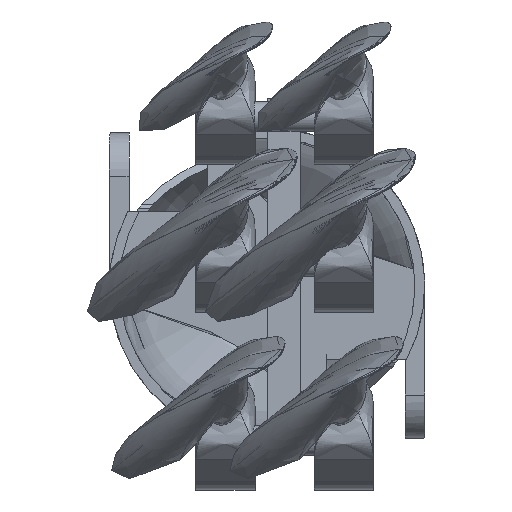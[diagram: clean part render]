
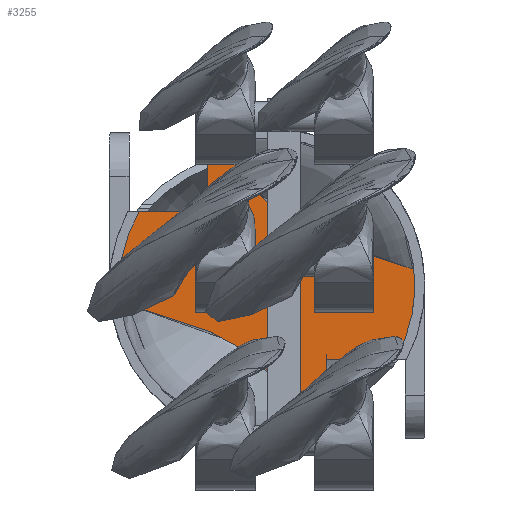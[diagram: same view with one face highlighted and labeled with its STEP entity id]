
A CAD part, front view. The second image highlights one B-rep face of the part: STEP entity #3255.
In plain terms, the highlighted planar face has unit normal (0, -1, 0).
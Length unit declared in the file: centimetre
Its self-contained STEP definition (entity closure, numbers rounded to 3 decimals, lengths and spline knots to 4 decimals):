
#190=PLANE('',#3453);
#225=CIRCLE('',#3320,0.15);
#263=CIRCLE('',#3450,0.1735);
#265=CIRCLE('',#3454,1.5);
#266=CIRCLE('',#3455,1.5);
#267=CIRCLE('',#3456,1.5);
#268=CIRCLE('',#3457,1.5);
#300=VECTOR('',#3529,1.);
#310=VECTOR('',#3540,1.);
#319=VECTOR('',#3559,1.);
#329=VECTOR('',#3570,1.);
#436=LINE('',#4398,#300);
#446=LINE('',#4418,#310);
#455=LINE('',#4504,#319);
#465=LINE('',#4524,#329);
#607=VERTEX_POINT('',#4397);
#608=VERTEX_POINT('',#4399);
#616=VERTEX_POINT('',#4417);
#631=VERTEX_POINT('',#4503);
#632=VERTEX_POINT('',#4505);
#640=VERTEX_POINT('',#4523);
#642=VERTEX_POINT('',#4529);
#855=VERTEX_POINT('',#24989);
#859=VERTEX_POINT('',#25065);
#860=VERTEX_POINT('',#25072);
#861=VERTEX_POINT('',#25075);
#862=VERTEX_POINT('',#25082);
#1072=B_SPLINE_CURVE_WITH_KNOTS('',3,(#25066,#25067,#25068,#25069,#25070,
#25071),.UNSPECIFIED.,.F.,.U.,(4,1,1,4),(0.,0.3915,0.7248,
1.),.UNSPECIFIED.);
#1073=B_SPLINE_CURVE_WITH_KNOTS('',3,(#25076,#25077,#25078,#25079,#25080,
#25081),.UNSPECIFIED.,.F.,.U.,(4,1,1,4),(0.,0.3915,0.7248,
1.),.UNSPECIFIED.);
#1160=EDGE_CURVE('',#607,#608,#436,.T.);
#1172=EDGE_CURVE('',#616,#607,#446,.T.);
#1191=EDGE_CURVE('',#631,#632,#455,.T.);
#1203=EDGE_CURVE('',#640,#631,#465,.T.);
#1205=EDGE_CURVE('',#642,#642,#225,.T.);
#1520=EDGE_CURVE('',#855,#855,#263,.T.);
#1524=EDGE_CURVE('',#640,#859,#265,.T.);
#1525=EDGE_CURVE('',#859,#860,#1072,.T.);
#1526=EDGE_CURVE('',#860,#608,#266,.T.);
#1527=EDGE_CURVE('',#616,#861,#267,.T.);
#1528=EDGE_CURVE('',#861,#862,#1073,.T.);
#1529=EDGE_CURVE('',#862,#632,#268,.T.);
#2364=ORIENTED_EDGE('',*,*,#1205,.T.);
#2365=ORIENTED_EDGE('',*,*,#1524,.T.);
#2366=ORIENTED_EDGE('',*,*,#1525,.T.);
#2367=ORIENTED_EDGE('',*,*,#1526,.T.);
#2368=ORIENTED_EDGE('',*,*,#1160,.F.);
#2369=ORIENTED_EDGE('',*,*,#1172,.F.);
#2370=ORIENTED_EDGE('',*,*,#1527,.T.);
#2371=ORIENTED_EDGE('',*,*,#1528,.T.);
#2372=ORIENTED_EDGE('',*,*,#1529,.T.);
#2373=ORIENTED_EDGE('',*,*,#1191,.F.);
#2374=ORIENTED_EDGE('',*,*,#1203,.F.);
#2375=ORIENTED_EDGE('',*,*,#1520,.F.);
#2798=EDGE_LOOP('',(#2364));
#2799=EDGE_LOOP('',(#2365,#2366,#2367,#2368,#2369,#2370,#2371,#2372,#2373,
#2374));
#2800=EDGE_LOOP('',(#2375));
#3047=FACE_BOUND('',#2798,.T.);
#3048=FACE_BOUND('',#2799,.T.);
#3049=FACE_BOUND('',#2800,.T.);
#3255=ADVANCED_FACE('',(#3047,#3048,#3049),#190,.T.);
#3320=AXIS2_PLACEMENT_3D('',#4528,#3575,#3576);
#3450=AXIS2_PLACEMENT_3D('',#24988,#3878,#3879);
#3453=AXIS2_PLACEMENT_3D('',#25063,#3884,$);
#3454=AXIS2_PLACEMENT_3D('',#25064,#3885,#3886);
#3455=AXIS2_PLACEMENT_3D('',#25073,#3887,#3888);
#3456=AXIS2_PLACEMENT_3D('',#25074,#3889,#3890);
#3457=AXIS2_PLACEMENT_3D('',#25083,#3891,#3892);
#3529=DIRECTION('',(0.,0.,-1.));
#3540=DIRECTION('',(-1.,0.,0.));
#3559=DIRECTION('',(0.,0.,1.));
#3570=DIRECTION('',(1.,0.,0.));
#3575=DIRECTION('',(0.,1.,0.));
#3576=DIRECTION('',(0.15,0.,0.));
#3878=DIRECTION('',(0.,-1.,0.));
#3879=DIRECTION('',(-0.174,0.,0.));
#3884=DIRECTION('',(0.,-1.,0.));
#3885=DIRECTION('',(0.,-1.,0.));
#3886=DIRECTION('',(1.5,0.,0.));
#3887=DIRECTION('',(0.,-1.,0.));
#3888=DIRECTION('',(1.5,0.,0.));
#3889=DIRECTION('',(0.,-1.,0.));
#3890=DIRECTION('',(1.5,0.,0.));
#3891=DIRECTION('',(0.,-1.,0.));
#3892=DIRECTION('',(1.5,0.,0.));
#4397=CARTESIAN_POINT('',(0.6,0.,-0.7492));
#4398=CARTESIAN_POINT('',(0.6,0.,-0.7492));
#4399=CARTESIAN_POINT('',(0.6,0.,-1.3748));
#4417=CARTESIAN_POINT('',(1.2995,0.,-0.7492));
#4418=CARTESIAN_POINT('',(1.4,0.,-0.7492));
#4503=CARTESIAN_POINT('',(-0.6,0.,0.7492));
#4504=CARTESIAN_POINT('',(-0.6,0.,0.7492));
#4505=CARTESIAN_POINT('',(-0.6,0.,1.3748));
#4523=CARTESIAN_POINT('',(-1.2995,0.,0.7492));
#4524=CARTESIAN_POINT('',(-1.4,0.,0.7492));
#4528=CARTESIAN_POINT('',(0.1858,0.,-0.402));
#4529=CARTESIAN_POINT('',(0.3358,0.,-0.402));
#24988=CARTESIAN_POINT('',(0.,0.,0.));
#24989=CARTESIAN_POINT('',(0.1735,0.,0.));
#25063=CARTESIAN_POINT('',(-1.55,0.,0.));
#25064=CARTESIAN_POINT('',(0.,0.,0.));
#25065=CARTESIAN_POINT('',(-1.491,0.,-0.1642));
#25066=CARTESIAN_POINT('',(-1.491,0.,-0.1642));
#25067=CARTESIAN_POINT('',(-1.1196,0.,-0.2673));
#25068=CARTESIAN_POINT('',(-0.4321,0.,-0.4582));
#25069=CARTESIAN_POINT('',(0.2204,0.,-1.0042));
#25070=CARTESIAN_POINT('',(0.2727,0.,-1.3253));
#25071=CARTESIAN_POINT('',(0.2964,0.,-1.4704));
#25072=CARTESIAN_POINT('',(0.2964,0.,-1.4704));
#25073=CARTESIAN_POINT('',(0.,0.,0.));
#25074=CARTESIAN_POINT('',(0.,0.,0.));
#25075=CARTESIAN_POINT('',(1.491,0.,0.1642));
#25076=CARTESIAN_POINT('',(1.491,0.,0.1642));
#25077=CARTESIAN_POINT('',(1.1196,0.,0.2673));
#25078=CARTESIAN_POINT('',(0.4321,0.,0.4582));
#25079=CARTESIAN_POINT('',(-0.2204,0.,1.0042));
#25080=CARTESIAN_POINT('',(-0.2727,0.,1.3253));
#25081=CARTESIAN_POINT('',(-0.2964,0.,1.4704));
#25082=CARTESIAN_POINT('',(-0.2964,0.,1.4704));
#25083=CARTESIAN_POINT('',(0.,0.,0.));
